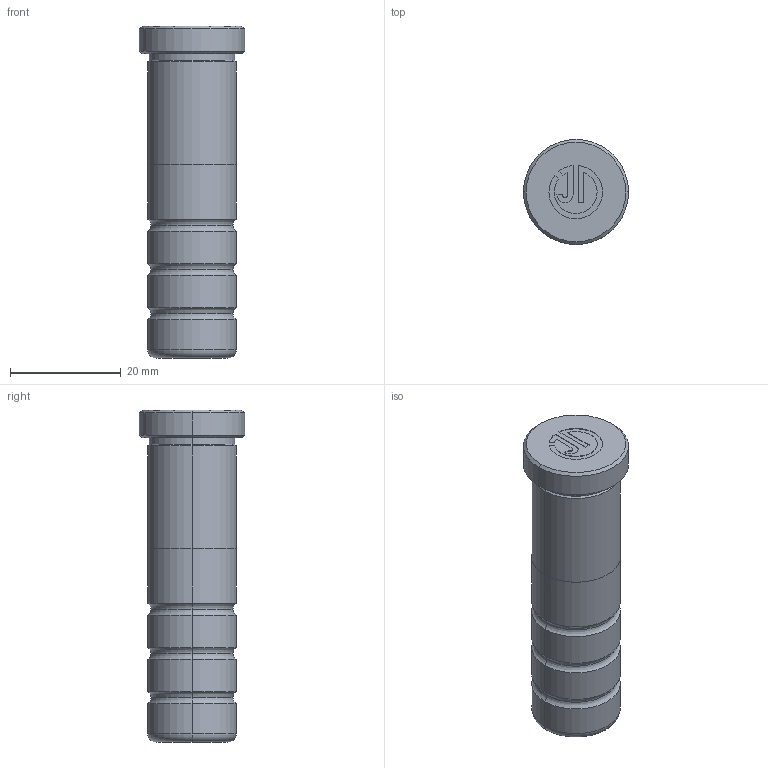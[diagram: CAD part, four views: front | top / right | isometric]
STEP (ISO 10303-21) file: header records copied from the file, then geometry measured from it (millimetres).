
FILE_DESCRIPTION (( 'STEP AP214' ), '1' );
FILE_NAME ('SGOH-D16-60.step', '2021-07-28T09:30:05', ( 'User' ), ( 'china' ), 'SwSTEP 2.0', 'SolidWorks 2016', '' );
FILE_SCHEMA (( 'AUTOMOTIVE_DESIGN' ));
Length unit declared in the file: millimetre
Products named in the file (1): SGOH-D16-60
Bounding box: 19 x 19 x 60 mm (x, y, z)
Volume: 12269.1 mm3; surface area: 3658.4 mm2
Topology: 1 solids, 1 shells, 64 faces, 140 edges, 84 vertices
Faces by surface type: cylinder 24, torus 16, plane 16, cone 8
Entity records: 1798 total; most frequent: DIRECTION 354, CARTESIAN_POINT 289, ORIENTED_EDGE 280, AXIS2_PLACEMENT_3D 149, EDGE_CURVE 140, VERTEX_POINT 84, CIRCLE 84, EDGE_LOOP 70
